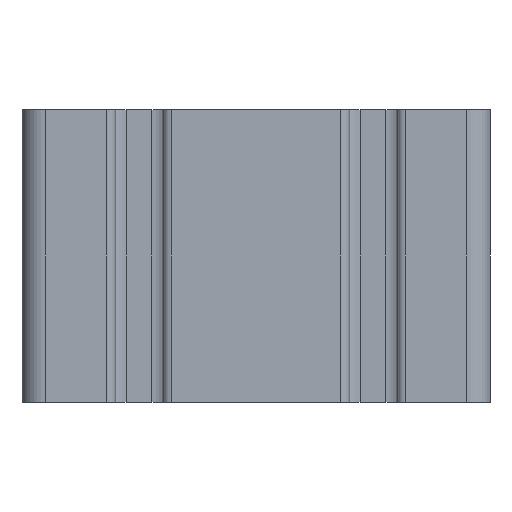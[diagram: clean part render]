
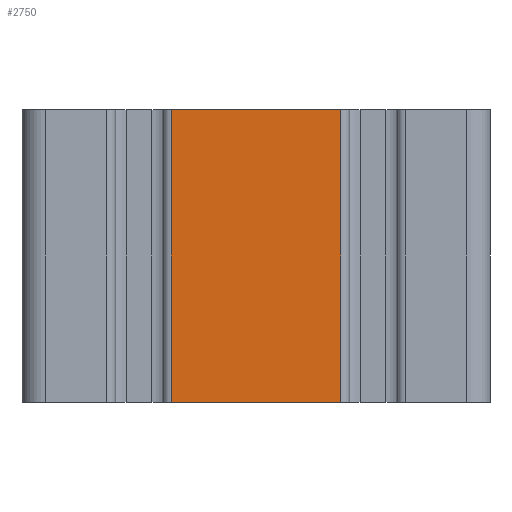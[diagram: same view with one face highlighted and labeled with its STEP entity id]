
A CAD part, front view. The second image highlights one B-rep face of the part: STEP entity #2750.
In plain terms, the highlighted planar face has unit normal (0, -1, 0).
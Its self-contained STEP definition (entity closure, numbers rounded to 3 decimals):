
#77 = FACE_OUTER_BOUND ( 'NONE', #4087, .T. ) ;
#300 = VERTEX_POINT ( 'NONE', #1419 ) ;
#420 = DIRECTION ( 'NONE',  ( -1., 0., 0. ) ) ;
#500 = ORIENTED_EDGE ( 'NONE', *, *, #2522, .F. ) ;
#559 = VERTEX_POINT ( 'NONE', #2318 ) ;
#581 = ORIENTED_EDGE ( 'NONE', *, *, #962, .F. ) ;
#599 = VECTOR ( 'NONE', #2175, 1000. ) ;
#777 = ORIENTED_EDGE ( 'NONE', *, *, #2084, .T. ) ;
#851 = VECTOR ( 'NONE', #3576, 1000. ) ;
#962 = EDGE_CURVE ( 'NONE', #2405, #300, #4118, .T. ) ;
#1269 = VERTEX_POINT ( 'NONE', #1465 ) ;
#1309 = DIRECTION ( 'NONE',  ( 1., 0., 0. ) ) ;
#1419 = CARTESIAN_POINT ( 'NONE',  ( 14.5, -20., -25. ) ) ;
#1465 = CARTESIAN_POINT ( 'NONE',  ( -14.5, -20., -25. ) ) ;
#1483 = LINE ( 'NONE', #4150, #851 ) ;
#1497 = CARTESIAN_POINT ( 'NONE',  ( 14.5, -20., 25. ) ) ;
#1641 = EDGE_CURVE ( 'NONE', #1269, #300, #3026, .T. ) ;
#1894 = VECTOR ( 'NONE', #3460, 1000. ) ;
#2021 = DIRECTION ( 'NONE',  ( 0., 1., 0. ) ) ;
#2084 = EDGE_CURVE ( 'NONE', #559, #1269, #1483, .T. ) ;
#2175 = DIRECTION ( 'NONE',  ( 1., 0., 0. ) ) ;
#2318 = CARTESIAN_POINT ( 'NONE',  ( -14.5, -20., 25. ) ) ;
#2385 = CARTESIAN_POINT ( 'NONE',  ( 14.5, -20., 25. ) ) ;
#2405 = VERTEX_POINT ( 'NONE', #2385 ) ;
#2467 = CARTESIAN_POINT ( 'NONE',  ( 14.5, -20., 25. ) ) ;
#2522 = EDGE_CURVE ( 'NONE', #559, #2405, #4160, .T. ) ;
#2750 = ADVANCED_FACE ( 'NONE', ( #77 ), #4029, .F. ) ;
#2814 = VECTOR ( 'NONE', #1309, 1000. ) ;
#3026 = LINE ( 'NONE', #4313, #2814 ) ;
#3048 = AXIS2_PLACEMENT_3D ( 'NONE', #3375, #2021, #420 ) ;
#3375 = CARTESIAN_POINT ( 'NONE',  ( 14.5, -20., 25. ) ) ;
#3460 = DIRECTION ( 'NONE',  ( 0., 0., -1. ) ) ;
#3466 = ORIENTED_EDGE ( 'NONE', *, *, #1641, .T. ) ;
#3576 = DIRECTION ( 'NONE',  ( 0., 0., -1. ) ) ;
#4029 = PLANE ( 'NONE',  #3048 ) ;
#4087 = EDGE_LOOP ( 'NONE', ( #3466, #581, #500, #777 ) ) ;
#4118 = LINE ( 'NONE', #2467, #1894 ) ;
#4150 = CARTESIAN_POINT ( 'NONE',  ( -14.5, -20., 25. ) ) ;
#4160 = LINE ( 'NONE', #1497, #599 ) ;
#4313 = CARTESIAN_POINT ( 'NONE',  ( 14.5, -20., -25. ) ) ;
